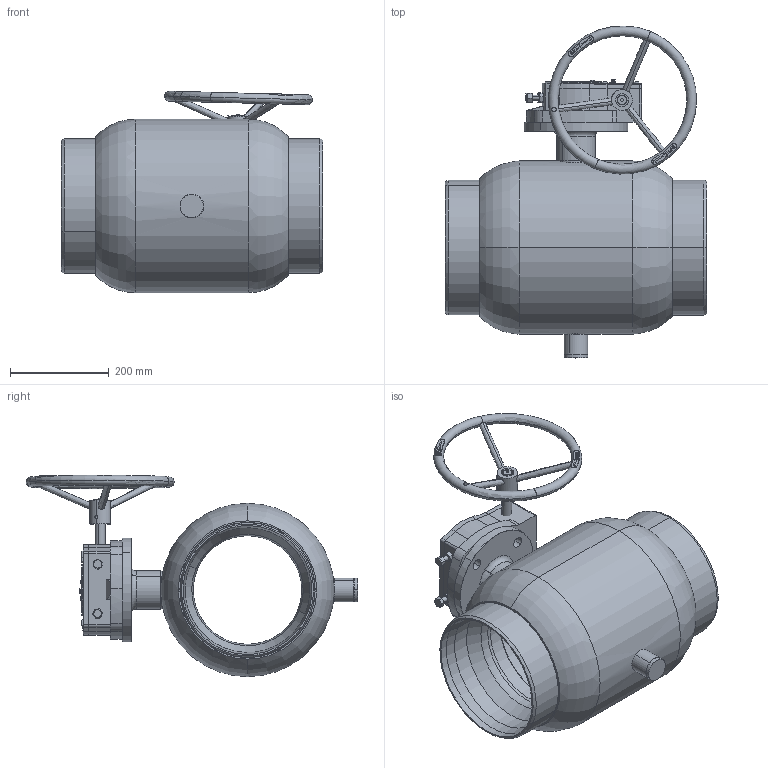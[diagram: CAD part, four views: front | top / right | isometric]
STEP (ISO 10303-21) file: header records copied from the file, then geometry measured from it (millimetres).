
FILE_DESCRIPTION (( 'STEP AP214' ), '1' );
FILE_NAME ('DN250涡轮球阀PN25.STEP', '2023-10-09T01:42:45', ( '' ), ( '' ), 'SwSTEP 2.0', 'SolidWorks 2019', '' );
FILE_SCHEMA (( 'AUTOMOTIVE_DESIGN' ));
Length unit declared in the file: millimetre
Products named in the file (27): Q61F-250-1概极樓馱; 250恘謫; 恘謫; 恘裝; 錨璃6; 硌尨齪; 200-300瑩; Q61F-250-4傻諉; 錨璃; 蹟佪4; Q61F-250-22狟揤裔; 眊裔; 錨璃4; 蹟佪5; 錨璃5; 眊极; Q61F-250-5粣杶; Q61F-250-3概裝; 胶圈; 癹弇蹟佪; 梓齪; DN250恦謫⑩概PN25; Q61F-250-19苤粣杶; 蹟佪; 癹弇結輸; 癹弇蹟譫; 忒謫
Assembly tree (38 placements, depth 3):
  DN250恦謫⑩概PN25
    Q61F-250-1概极樓馱
    Q61F-250-5粣杶
    Q61F-250-3概裝
    Q61F-250-19苤粣杶
    Q61F-250-22狟揤裔
    Q61F-250-4傻諉  x2
    200-300瑩
    250恘謫
      眊极
      眊裔
      恘裝
      忒謫
      梓齪
      蹟佪  x6
      錨璃4
      恘謫
      胶圈  x2
      蹟佪5  x2
      錨璃
      錨璃5
      錨璃6
      癹弇蹟佪  x2
      癹弇蹟譫  x2
      蹟佪4  x2
      硌尨齪
      癹弇結輸  x2
Bounding box: 530 x 671.79 x 407.69 mm (x, y, z)
Volume: 9836408.5 mm3; surface area: 1994327.2 mm2
Topology: 39 solids, 39 shells, 3875 faces, 10251 edges, 6775 vertices
Faces by surface type: plane 2483, bspline 804, cylinder 496, cone 48, torus 44
Entity records: 164666 total; most frequent: CARTESIAN_POINT 73319, ORIENTED_EDGE 19794, DIRECTION 14963, EDGE_CURVE 9897, LINE 7301, VECTOR 7301, VERTEX_POINT 6555, EDGE_LOOP 4100
